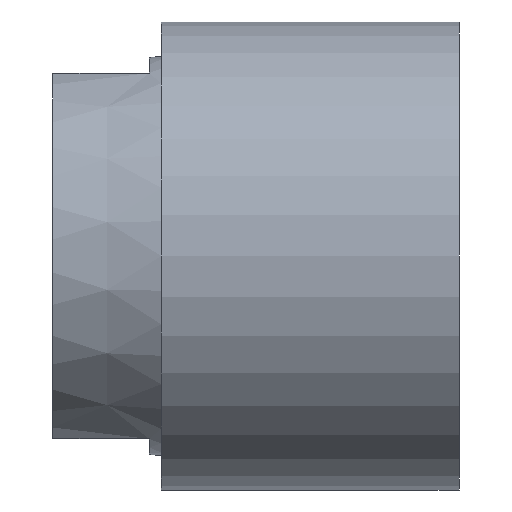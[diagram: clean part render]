
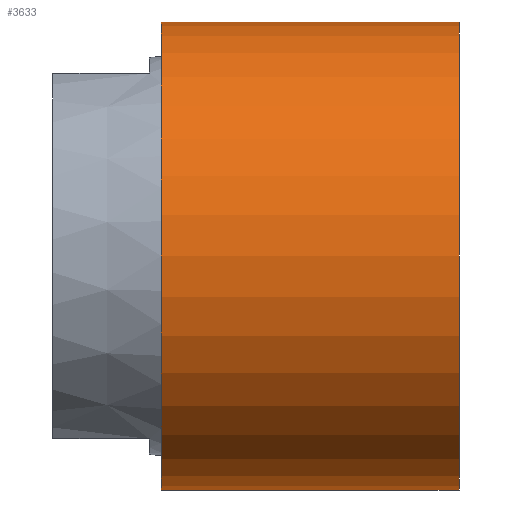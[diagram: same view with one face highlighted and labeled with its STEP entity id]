
A CAD part, left-side view. The second image highlights one B-rep face of the part: STEP entity #3633.
In plain terms, the highlighted cylindrical face has radius 15.367 mm (diameter 30.734 mm), a partial arc.
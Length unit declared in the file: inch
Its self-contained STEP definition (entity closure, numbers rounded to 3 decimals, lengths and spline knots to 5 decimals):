
#70=CARTESIAN_POINT('',(0.,1.2275,0.));
#71=DIRECTION('',(0.,1.,0.));
#72=DIRECTION('',(0.,0.,-1.));
#73=AXIS2_PLACEMENT_3D('',#70,#71,#72);
#80=CARTESIAN_POINT('',(0.,0.4575,0.));
#81=DIRECTION('',(0.,1.,0.));
#82=DIRECTION('',(0.,0.,-1.));
#83=AXIS2_PLACEMENT_3D('',#80,#81,#82);
#488=DIRECTION('',(0.,-1.,0.));
#489=VECTOR('',#488,0.77);
#490=CARTESIAN_POINT('',(0.,1.2275,-0.605));
#491=LINE('',#490,#489);
#492=DIRECTION('',(0.,-1.,0.));
#493=VECTOR('',#492,0.77);
#494=CARTESIAN_POINT('',(0.,1.2275,0.605));
#495=LINE('',#494,#493);
#3169=CARTESIAN_POINT('',(0.,1.2275,-0.605));
#3170=CARTESIAN_POINT('',(0.,0.4575,-0.605));
#3171=VERTEX_POINT('',#3169);
#3172=VERTEX_POINT('',#3170);
#3173=CARTESIAN_POINT('',(0.,1.2275,0.605));
#3174=CARTESIAN_POINT('',(0.,0.4575,0.605));
#3175=VERTEX_POINT('',#3173);
#3176=VERTEX_POINT('',#3174);
#3618=CARTESIAN_POINT('',(0.,-0.07538,0.));
#3619=DIRECTION('',(0.,1.,0.));
#3620=DIRECTION('',(0.,0.,1.));
#3621=AXIS2_PLACEMENT_3D('',#3618,#3619,#3620);
#3622=CYLINDRICAL_SURFACE('',#3621,0.605);
#3624=ORIENTED_EDGE('',*,*,#3623,.F.);
#3626=ORIENTED_EDGE('',*,*,#3625,.T.);
#3628=ORIENTED_EDGE('',*,*,#3627,.T.);
#3630=ORIENTED_EDGE('',*,*,#3629,.F.);
#3631=EDGE_LOOP('',(#3624,#3626,#3628,#3630));
#3632=FACE_OUTER_BOUND('',#3631,.F.);
#3633=ADVANCED_FACE('',(#3632),#3622,.T.);
#74=CIRCLE('',#73,0.605);
#84=CIRCLE('',#83,0.605);
#3623=EDGE_CURVE('',#3171,#3172,#491,.T.);
#3625=EDGE_CURVE('',#3171,#3175,#74,.T.);
#3627=EDGE_CURVE('',#3175,#3176,#495,.T.);
#3629=EDGE_CURVE('',#3172,#3176,#84,.T.);
